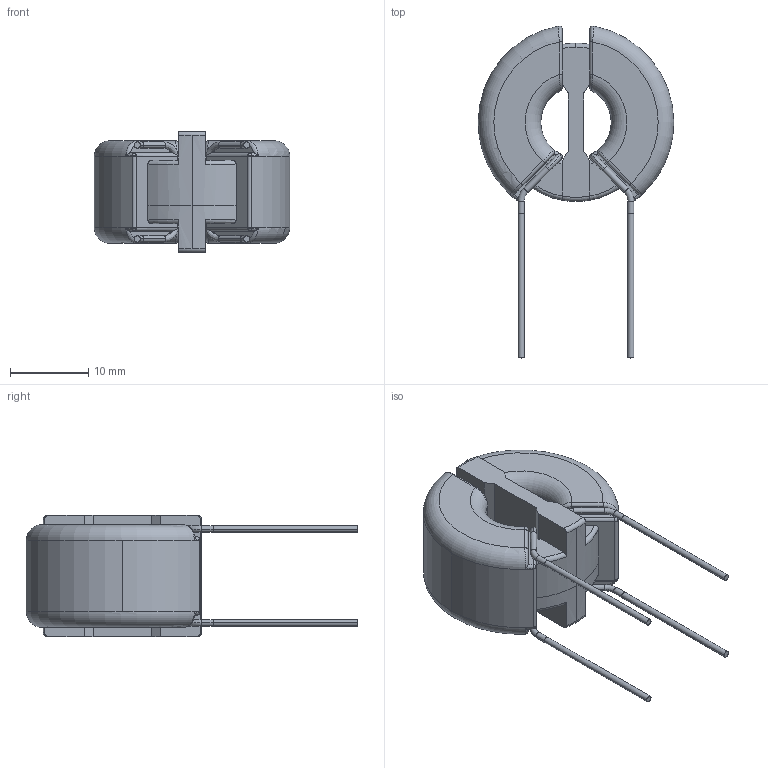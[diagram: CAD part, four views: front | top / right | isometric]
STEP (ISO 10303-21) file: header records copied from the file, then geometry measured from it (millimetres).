
FILE_DESCRIPTION (( 'STEP AP214' ), '1' );
FILE_NAME ('SCF20-05-1100.STEP', '2019-02-06T05:35:40', ( '' ), ( '' ), 'SwSTEP 2.0', 'SolidWorks 2018', '' );
FILE_SCHEMA (( 'AUTOMOTIVE_DESIGN' ));
Length unit declared in the file: millimetre
Products named in the file (1): SCF20-05-1100
Bounding box: 25 x 42.41 x 15.5 mm (x, y, z)
Volume: 5175.1 mm3; surface area: 2774.1 mm2
Topology: 1 solids, 1 shells, 240 faces, 637 edges, 399 vertices
Faces by surface type: plane 93, cylinder 65, torus 38, bspline 32, sphere 12
Entity records: 12045 total; most frequent: CARTESIAN_POINT 3851, ORIENTED_EDGE 1274, DIRECTION 1051, EDGE_CURVE 637, AXIS2_PLACEMENT_3D 407, VERTEX_POINT 399, EDGE_LOOP 244, UNCERTAINTY_MEASURE_WITH_UNIT 243
